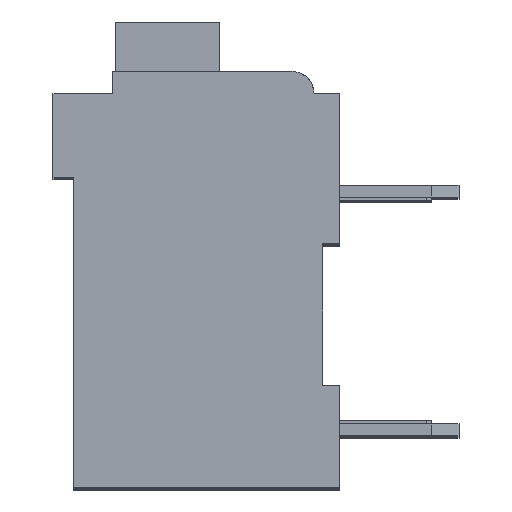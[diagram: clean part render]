
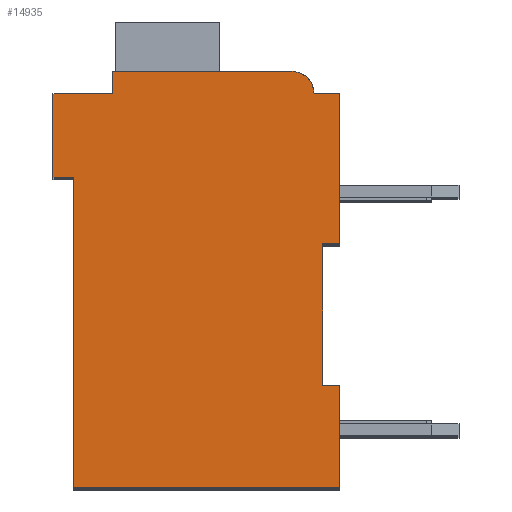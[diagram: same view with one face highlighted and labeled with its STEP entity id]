
A CAD part, top view. The second image highlights one B-rep face of the part: STEP entity #14935.
In plain terms, the highlighted planar face has unit normal (0, 0, 1).
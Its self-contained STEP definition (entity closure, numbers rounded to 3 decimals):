
#1698=DIRECTION('',(1.,0.,0.));
#1699=VECTOR('',#1698,0.5);
#1700=CARTESIAN_POINT('',(7.3,7.15,2.1));
#1701=LINE('',#1700,#1699);
#1702=DIRECTION('',(0.,1.,0.));
#1703=VECTOR('',#1702,4.15);
#1704=CARTESIAN_POINT('',(7.3,3.,2.1));
#1705=LINE('',#1704,#1703);
#1706=DIRECTION('',(-1.,0.,0.));
#1707=VECTOR('',#1706,0.5);
#1708=CARTESIAN_POINT('',(7.8,3.,2.1));
#1709=LINE('',#1708,#1707);
#1710=DIRECTION('',(0.,1.,0.));
#1711=VECTOR('',#1710,3.);
#1712=CARTESIAN_POINT('',(7.8,0.,2.1));
#1713=LINE('',#1712,#1711);
#1714=DIRECTION('',(1.,0.,0.));
#1715=VECTOR('',#1714,7.8);
#1716=CARTESIAN_POINT('',(0.,0.,2.1));
#1717=LINE('',#1716,#1715);
#1718=DIRECTION('',(0.,-1.,0.));
#1719=VECTOR('',#1718,9.1);
#1720=CARTESIAN_POINT('',(0.,9.1,2.1));
#1721=LINE('',#1720,#1719);
#1722=DIRECTION('',(1.,0.,0.));
#1723=VECTOR('',#1722,0.6);
#1724=CARTESIAN_POINT('',(-0.6,9.1,2.1));
#1725=LINE('',#1724,#1723);
#1726=DIRECTION('',(0.,-1.,0.));
#1727=VECTOR('',#1726,2.45);
#1728=CARTESIAN_POINT('',(-0.6,11.55,2.1));
#1729=LINE('',#1728,#1727);
#1730=DIRECTION('',(-1.,0.,0.));
#1731=VECTOR('',#1730,1.75);
#1732=CARTESIAN_POINT('',(1.15,11.55,2.1));
#1733=LINE('',#1732,#1731);
#1734=DIRECTION('',(0.,-1.,0.));
#1735=VECTOR('',#1734,0.65);
#1736=CARTESIAN_POINT('',(1.15,12.2,2.1));
#1737=LINE('',#1736,#1735);
#1738=DIRECTION('',(-1.,0.,0.));
#1739=VECTOR('',#1738,5.25);
#1740=CARTESIAN_POINT('',(6.4,12.2,2.1));
#1741=LINE('',#1740,#1739);
#1742=CARTESIAN_POINT('',(6.4,11.55,2.1));
#1743=DIRECTION('',(0.,0.,1.));
#1744=DIRECTION('',(1.,0.,0.));
#1745=AXIS2_PLACEMENT_3D('',#1742,#1743,#1744);
#1747=DIRECTION('',(-1.,0.,0.));
#1748=VECTOR('',#1747,0.75);
#1749=CARTESIAN_POINT('',(7.8,11.55,2.1));
#1750=LINE('',#1749,#1748);
#1751=DIRECTION('',(0.,1.,0.));
#1752=VECTOR('',#1751,4.4);
#1753=CARTESIAN_POINT('',(7.8,7.15,2.1));
#1754=LINE('',#1753,#1752);
#10331=CARTESIAN_POINT('',(7.3,7.15,2.1));
#10332=CARTESIAN_POINT('',(7.8,7.15,2.1));
#10333=VERTEX_POINT('',#10331);
#10334=VERTEX_POINT('',#10332);
#10335=CARTESIAN_POINT('',(7.8,11.55,2.1));
#10336=VERTEX_POINT('',#10335);
#10337=CARTESIAN_POINT('',(7.05,11.55,2.1));
#10338=VERTEX_POINT('',#10337);
#10339=CARTESIAN_POINT('',(6.4,12.2,2.1));
#10340=VERTEX_POINT('',#10339);
#10341=CARTESIAN_POINT('',(1.15,12.2,2.1));
#10342=VERTEX_POINT('',#10341);
#10343=CARTESIAN_POINT('',(1.15,11.55,2.1));
#10344=VERTEX_POINT('',#10343);
#10345=CARTESIAN_POINT('',(-0.6,11.55,2.1));
#10346=VERTEX_POINT('',#10345);
#10347=CARTESIAN_POINT('',(-0.6,9.1,2.1));
#10348=VERTEX_POINT('',#10347);
#10349=CARTESIAN_POINT('',(0.,9.1,2.1));
#10350=VERTEX_POINT('',#10349);
#10351=CARTESIAN_POINT('',(0.,0.,2.1));
#10352=VERTEX_POINT('',#10351);
#10353=CARTESIAN_POINT('',(7.8,0.,2.1));
#10354=VERTEX_POINT('',#10353);
#10355=CARTESIAN_POINT('',(7.8,3.,2.1));
#10356=VERTEX_POINT('',#10355);
#10357=CARTESIAN_POINT('',(7.3,3.,2.1));
#10358=VERTEX_POINT('',#10357);
#14905=CARTESIAN_POINT('',(0.,0.,2.1));
#14906=DIRECTION('',(0.,0.,1.));
#14907=DIRECTION('',(1.,0.,0.));
#14908=AXIS2_PLACEMENT_3D('',#14905,#14906,#14907);
#14909=PLANE('',#14908);
#14910=ORIENTED_EDGE('',*,*,#13572,.F.);
#14911=ORIENTED_EDGE('',*,*,#14108,.F.);
#14913=ORIENTED_EDGE('',*,*,#14912,.F.);
#14915=ORIENTED_EDGE('',*,*,#14914,.F.);
#14916=ORIENTED_EDGE('',*,*,#14631,.F.);
#14917=ORIENTED_EDGE('',*,*,#14532,.F.);
#14919=ORIENTED_EDGE('',*,*,#14918,.F.);
#14921=ORIENTED_EDGE('',*,*,#14920,.F.);
#14923=ORIENTED_EDGE('',*,*,#14922,.F.);
#14925=ORIENTED_EDGE('',*,*,#14924,.F.);
#14927=ORIENTED_EDGE('',*,*,#14926,.F.);
#14929=ORIENTED_EDGE('',*,*,#14928,.F.);
#14931=ORIENTED_EDGE('',*,*,#14930,.F.);
#14932=ORIENTED_EDGE('',*,*,#13864,.F.);
#14933=EDGE_LOOP('',(#14910,#14911,#14913,#14915,#14916,#14917,#14919,#14921,
#14923,#14925,#14927,#14929,#14931,#14932));
#14934=FACE_OUTER_BOUND('',#14933,.F.);
#1746=CIRCLE('',#1745,0.65);
#13572=EDGE_CURVE('',#10333,#10334,#1701,.T.);
#13864=EDGE_CURVE('',#10334,#10336,#1754,.T.);
#14108=EDGE_CURVE('',#10358,#10333,#1705,.T.);
#14532=EDGE_CURVE('',#10350,#10352,#1721,.T.);
#14631=EDGE_CURVE('',#10352,#10354,#1717,.T.);
#14912=EDGE_CURVE('',#10356,#10358,#1709,.T.);
#14914=EDGE_CURVE('',#10354,#10356,#1713,.T.);
#14918=EDGE_CURVE('',#10348,#10350,#1725,.T.);
#14920=EDGE_CURVE('',#10346,#10348,#1729,.T.);
#14922=EDGE_CURVE('',#10344,#10346,#1733,.T.);
#14924=EDGE_CURVE('',#10342,#10344,#1737,.T.);
#14926=EDGE_CURVE('',#10340,#10342,#1741,.T.);
#14928=EDGE_CURVE('',#10338,#10340,#1746,.T.);
#14930=EDGE_CURVE('',#10336,#10338,#1750,.T.);
#14935=ADVANCED_FACE('',(#14934),#14909,.T.);
